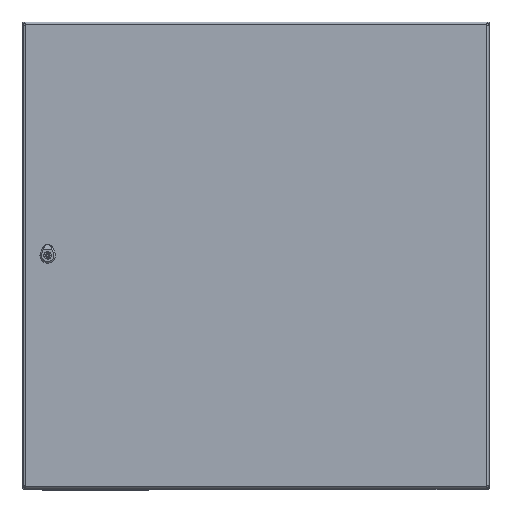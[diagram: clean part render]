
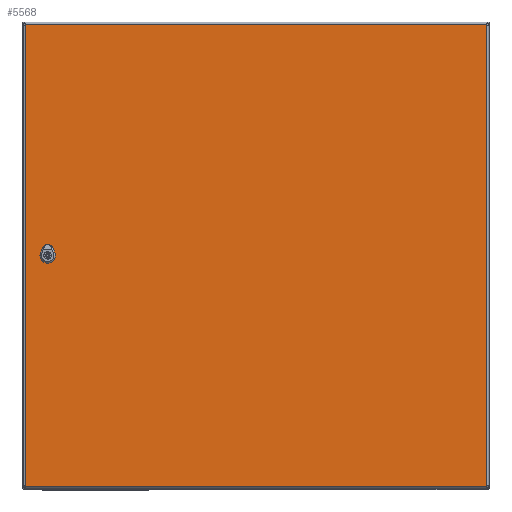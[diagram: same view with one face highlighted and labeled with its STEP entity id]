
A CAD part, top view. The second image highlights one B-rep face of the part: STEP entity #5568.
In plain terms, the highlighted face is planar.
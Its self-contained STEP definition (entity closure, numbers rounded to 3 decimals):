
#3142=FACE_BOUND('',#8076,.T.);
#3143=FACE_BOUND('',#8077,.T.);
#4678=CIRCLE('',#21334,11.25);
#4679=CIRCLE('',#21335,11.25);
#4680=CIRCLE('',#21336,11.25);
#4681=CIRCLE('',#21337,11.25);
#4682=CIRCLE('',#21338,1.);
#4683=CIRCLE('',#21339,1.);
#4684=CIRCLE('',#21340,1.);
#4685=CIRCLE('',#21341,1.);
#5568=ADVANCED_FACE('',(#3142,#3143),#6225,.F.);
#6225=PLANE('',#21342);
#8076=EDGE_LOOP('',(#11127,#11128,#11129,#11130,#11131,#11132,#11133,#11134));
#8077=EDGE_LOOP('',(#11135,#11136,#11137,#11138,#11139,#11140,#11141,#11142));
#11127=ORIENTED_EDGE('',*,*,#16798,.T.);
#11128=ORIENTED_EDGE('',*,*,#16799,.T.);
#11129=ORIENTED_EDGE('',*,*,#16800,.T.);
#11130=ORIENTED_EDGE('',*,*,#16801,.T.);
#11131=ORIENTED_EDGE('',*,*,#16802,.T.);
#11132=ORIENTED_EDGE('',*,*,#16803,.T.);
#11133=ORIENTED_EDGE('',*,*,#16804,.T.);
#11134=ORIENTED_EDGE('',*,*,#16805,.T.);
#11135=ORIENTED_EDGE('',*,*,#16806,.F.);
#11136=ORIENTED_EDGE('',*,*,#16807,.F.);
#11137=ORIENTED_EDGE('',*,*,#16808,.F.);
#11138=ORIENTED_EDGE('',*,*,#16809,.F.);
#11139=ORIENTED_EDGE('',*,*,#16810,.F.);
#11140=ORIENTED_EDGE('',*,*,#16811,.F.);
#11141=ORIENTED_EDGE('',*,*,#16812,.F.);
#11142=ORIENTED_EDGE('',*,*,#16813,.F.);
#14763=VERTEX_POINT('',#30531);
#14764=VERTEX_POINT('',#30532);
#14765=VERTEX_POINT('',#30534);
#14766=VERTEX_POINT('',#30536);
#14767=VERTEX_POINT('',#30538);
#14768=VERTEX_POINT('',#30540);
#14769=VERTEX_POINT('',#30542);
#14770=VERTEX_POINT('',#30544);
#14771=VERTEX_POINT('',#30547);
#14772=VERTEX_POINT('',#30548);
#14773=VERTEX_POINT('',#30550);
#14774=VERTEX_POINT('',#30552);
#14775=VERTEX_POINT('',#30554);
#14776=VERTEX_POINT('',#30556);
#14777=VERTEX_POINT('',#30558);
#14778=VERTEX_POINT('',#30560);
#16798=EDGE_CURVE('',#14763,#14764,#18537,.T.);
#16799=EDGE_CURVE('',#14764,#14765,#4678,.T.);
#16800=EDGE_CURVE('',#14765,#14766,#18538,.T.);
#16801=EDGE_CURVE('',#14766,#14767,#4679,.T.);
#16802=EDGE_CURVE('',#14767,#14768,#18539,.T.);
#16803=EDGE_CURVE('',#14768,#14769,#4680,.T.);
#16804=EDGE_CURVE('',#14769,#14770,#18540,.T.);
#16805=EDGE_CURVE('',#14770,#14763,#4681,.T.);
#16806=EDGE_CURVE('',#14771,#14772,#4682,.T.);
#16807=EDGE_CURVE('',#14773,#14771,#18541,.T.);
#16808=EDGE_CURVE('',#14774,#14773,#4683,.T.);
#16809=EDGE_CURVE('',#14775,#14774,#18542,.T.);
#16810=EDGE_CURVE('',#14776,#14775,#4684,.T.);
#16811=EDGE_CURVE('',#14777,#14776,#18543,.T.);
#16812=EDGE_CURVE('',#14778,#14777,#4685,.T.);
#16813=EDGE_CURVE('',#14772,#14778,#18544,.T.);
#18537=LINE('',#30530,#19636);
#18538=LINE('',#30535,#19637);
#18539=LINE('',#30539,#19638);
#18540=LINE('',#30543,#19639);
#18541=LINE('',#30549,#19640);
#18542=LINE('',#30553,#19641);
#18543=LINE('',#30557,#19642);
#18544=LINE('',#30561,#19643);
#19636=VECTOR('',#25171,1.);
#19637=VECTOR('',#25174,1.);
#19638=VECTOR('',#25177,1.);
#19639=VECTOR('',#25180,1.);
#19640=VECTOR('',#25185,1.);
#19641=VECTOR('',#25188,1.);
#19642=VECTOR('',#25191,1.);
#19643=VECTOR('',#25194,1.);
#21334=AXIS2_PLACEMENT_3D('',#30533,#25172,#25173);
#21335=AXIS2_PLACEMENT_3D('',#30537,#25175,#25176);
#21336=AXIS2_PLACEMENT_3D('',#30541,#25178,#25179);
#21337=AXIS2_PLACEMENT_3D('',#30545,#25181,#25182);
#21338=AXIS2_PLACEMENT_3D('',#30546,#25183,#25184);
#21339=AXIS2_PLACEMENT_3D('',#30551,#25186,#25187);
#21340=AXIS2_PLACEMENT_3D('',#30555,#25189,#25190);
#21341=AXIS2_PLACEMENT_3D('',#30559,#25192,#25193);
#21342=AXIS2_PLACEMENT_3D('',#30562,#25195,#25196);
#25171=DIRECTION('',(-1.,0.,0.));
#25172=DIRECTION('',(0.,0.,1.));
#25173=DIRECTION('',(1.,0.,0.));
#25174=DIRECTION('',(0.,-1.,0.));
#25175=DIRECTION('',(0.,0.,1.));
#25176=DIRECTION('',(1.,0.,0.));
#25177=DIRECTION('',(1.,0.,0.));
#25178=DIRECTION('',(0.,0.,1.));
#25179=DIRECTION('',(1.,0.,0.));
#25180=DIRECTION('',(0.,1.,0.));
#25181=DIRECTION('',(0.,0.,1.));
#25182=DIRECTION('',(1.,0.,0.));
#25183=DIRECTION('',(0.,0.,1.));
#25184=DIRECTION('',(1.,0.,0.));
#25185=DIRECTION('',(0.,-1.,0.));
#25186=DIRECTION('',(0.,0.,1.));
#25187=DIRECTION('',(1.,0.,0.));
#25188=DIRECTION('',(-1.,0.,0.));
#25189=DIRECTION('',(0.,0.,1.));
#25190=DIRECTION('',(1.,0.,0.));
#25191=DIRECTION('',(0.,1.,0.));
#25192=DIRECTION('',(0.,0.,1.));
#25193=DIRECTION('',(1.,0.,0.));
#25194=DIRECTION('',(1.,0.,0.));
#25195=DIRECTION('',(0.,0.,1.));
#25196=DIRECTION('',(1.,0.,0.));
#30530=CARTESIAN_POINT('',(-493.75,10.2,0.));
#30531=CARTESIAN_POINT('',(450.996,10.2,0.));
#30532=CARTESIAN_POINT('',(441.504,10.2,0.));
#30533=CARTESIAN_POINT('',(446.25,0.,0.));
#30534=CARTESIAN_POINT('',(436.05,4.746,0.));
#30535=CARTESIAN_POINT('',(436.05,493.,0.));
#30536=CARTESIAN_POINT('',(436.05,-4.746,0.));
#30537=CARTESIAN_POINT('',(446.25,0.,0.));
#30538=CARTESIAN_POINT('',(441.504,-10.2,0.));
#30539=CARTESIAN_POINT('',(-493.75,-10.2,0.));
#30540=CARTESIAN_POINT('',(450.996,-10.2,0.));
#30541=CARTESIAN_POINT('',(446.25,0.,0.));
#30542=CARTESIAN_POINT('',(456.45,-4.746,0.));
#30543=CARTESIAN_POINT('',(456.45,493.,0.));
#30544=CARTESIAN_POINT('',(456.45,4.746,0.));
#30545=CARTESIAN_POINT('',(446.25,0.,0.));
#30546=CARTESIAN_POINT('',(-493.75,-493.,0.));
#30547=CARTESIAN_POINT('',(-494.75,-493.,0.));
#30548=CARTESIAN_POINT('',(-493.75,-494.,0.));
#30549=CARTESIAN_POINT('',(-494.75,493.,0.));
#30550=CARTESIAN_POINT('',(-494.75,493.,0.));
#30551=CARTESIAN_POINT('',(-493.75,493.,0.));
#30552=CARTESIAN_POINT('',(-493.75,494.,0.));
#30553=CARTESIAN_POINT('',(493.75,494.,0.));
#30554=CARTESIAN_POINT('',(493.75,494.,0.));
#30555=CARTESIAN_POINT('',(493.75,493.,0.));
#30556=CARTESIAN_POINT('',(494.75,493.,0.));
#30557=CARTESIAN_POINT('',(494.75,-493.,0.));
#30558=CARTESIAN_POINT('',(494.75,-493.,0.));
#30559=CARTESIAN_POINT('',(493.75,-493.,0.));
#30560=CARTESIAN_POINT('',(493.75,-494.,0.));
#30561=CARTESIAN_POINT('',(-493.75,-494.,0.));
#30562=CARTESIAN_POINT('',(-493.75,493.,0.));
